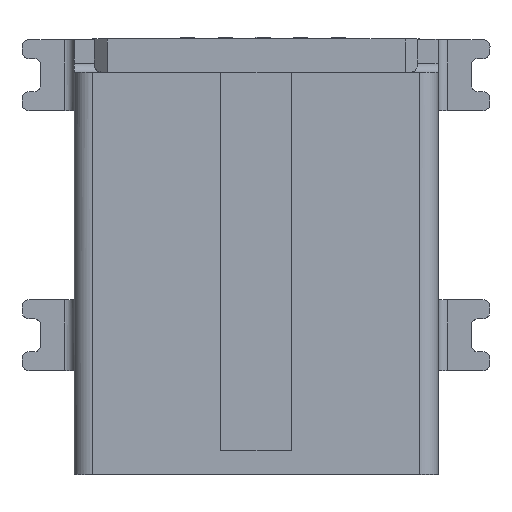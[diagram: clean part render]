
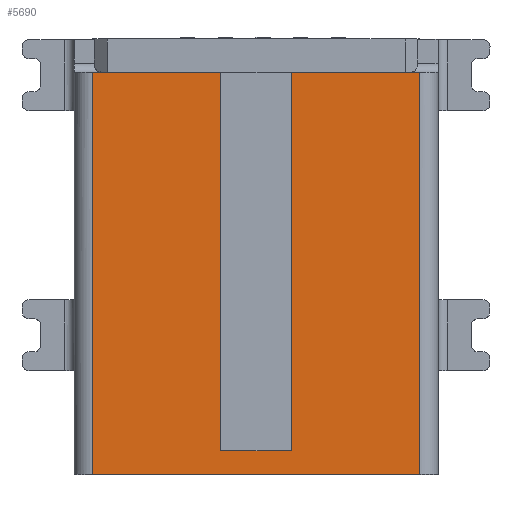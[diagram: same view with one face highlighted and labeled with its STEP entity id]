
A CAD part, top view. The second image highlights one B-rep face of the part: STEP entity #5690.
In plain terms, the highlighted planar face has unit normal (0, 0, 1).
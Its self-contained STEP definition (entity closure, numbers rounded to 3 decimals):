
#5068 = VERTEX_POINT('',#5069);
#5069 = CARTESIAN_POINT('',(3.449,2.597,3.958
    ));
#5081 = EDGE_CURVE('',#5068,#5082,#5084,.T.);
#5082 = VERTEX_POINT('',#5083);
#5083 = CARTESIAN_POINT('',(-3.449,2.597,
    3.958));
#5084 = LINE('',#5085,#5086);
#5085 = CARTESIAN_POINT('',(0.,2.597,
    3.958));
#5086 = VECTOR('',#5087,1.);
#5087 = DIRECTION('',(-1.,0.,0.));
#5670 = EDGE_CURVE('',#5671,#5068,#5673,.T.);
#5671 = VERTEX_POINT('',#5672);
#5672 = CARTESIAN_POINT('',(3.449,-5.908,
    3.958));
#5673 = LINE('',#5674,#5675);
#5674 = CARTESIAN_POINT('',(3.449,-5.908,3.958
    ));
#5675 = VECTOR('',#5676,1.);
#5676 = DIRECTION('',(0.,1.,0.));
#5690 = ADVANCED_FACE('',(#5691,#5709),#5743,.T.);
#5691 = FACE_BOUND('',#5692,.T.);
#5692 = EDGE_LOOP('',(#5693,#5694,#5702,#5708));
#5693 = ORIENTED_EDGE('',*,*,#5081,.T.);
#5694 = ORIENTED_EDGE('',*,*,#5695,.F.);
#5695 = EDGE_CURVE('',#5696,#5082,#5698,.T.);
#5696 = VERTEX_POINT('',#5697);
#5697 = CARTESIAN_POINT('',(-3.449,-5.908,
    3.958));
#5698 = LINE('',#5699,#5700);
#5699 = CARTESIAN_POINT('',(-3.449,-5.908,
    3.958));
#5700 = VECTOR('',#5701,1.);
#5701 = DIRECTION('',(0.,1.,0.));
#5702 = ORIENTED_EDGE('',*,*,#5703,.T.);
#5703 = EDGE_CURVE('',#5696,#5671,#5704,.T.);
#5704 = LINE('',#5705,#5706);
#5705 = CARTESIAN_POINT('',(-3.449,-5.908,
    3.958));
#5706 = VECTOR('',#5707,1.);
#5707 = DIRECTION('',(1.,0.,0.));
#5708 = ORIENTED_EDGE('',*,*,#5670,.T.);
#5709 = FACE_BOUND('',#5710,.T.);
#5710 = EDGE_LOOP('',(#5711,#5721,#5729,#5737));
#5711 = ORIENTED_EDGE('',*,*,#5712,.T.);
#5712 = EDGE_CURVE('',#5713,#5715,#5717,.T.);
#5713 = VERTEX_POINT('',#5714);
#5714 = CARTESIAN_POINT('',(0.75,-5.408,
    3.958));
#5715 = VERTEX_POINT('',#5716);
#5716 = CARTESIAN_POINT('',(-0.75,-5.408,
    3.958));
#5717 = LINE('',#5718,#5719);
#5718 = CARTESIAN_POINT('',(1.725,-5.408,
    3.958));
#5719 = VECTOR('',#5720,1.);
#5720 = DIRECTION('',(-1.,0.,0.));
#5721 = ORIENTED_EDGE('',*,*,#5722,.T.);
#5722 = EDGE_CURVE('',#5715,#5723,#5725,.T.);
#5723 = VERTEX_POINT('',#5724);
#5724 = CARTESIAN_POINT('',(-0.75,2.592,
    3.958));
#5725 = LINE('',#5726,#5727);
#5726 = CARTESIAN_POINT('',(-0.75,-3.658,
    3.958));
#5727 = VECTOR('',#5728,1.);
#5728 = DIRECTION('',(0.,1.,0.));
#5729 = ORIENTED_EDGE('',*,*,#5730,.T.);
#5730 = EDGE_CURVE('',#5723,#5731,#5733,.T.);
#5731 = VERTEX_POINT('',#5732);
#5732 = CARTESIAN_POINT('',(0.75,2.592,3.958
    ));
#5733 = LINE('',#5734,#5735);
#5734 = CARTESIAN_POINT('',(1.725,2.592,3.958
    ));
#5735 = VECTOR('',#5736,1.);
#5736 = DIRECTION('',(1.,0.,0.));
#5737 = ORIENTED_EDGE('',*,*,#5738,.T.);
#5738 = EDGE_CURVE('',#5731,#5713,#5739,.T.);
#5739 = LINE('',#5740,#5741);
#5740 = CARTESIAN_POINT('',(0.75,-3.658,
    3.958));
#5741 = VECTOR('',#5742,1.);
#5742 = DIRECTION('',(0.,-1.,0.));
#5743 = PLANE('',#5744);
#5744 = AXIS2_PLACEMENT_3D('',#5745,#5746,#5747);
#5745 = CARTESIAN_POINT('',(3.449,-5.908,3.958
    ));
#5746 = DIRECTION('',(0.,0.,1.));
#5747 = DIRECTION('',(1.,0.,0.));
